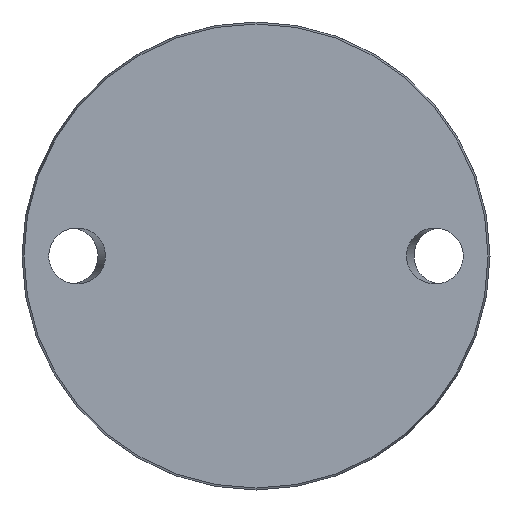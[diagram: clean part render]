
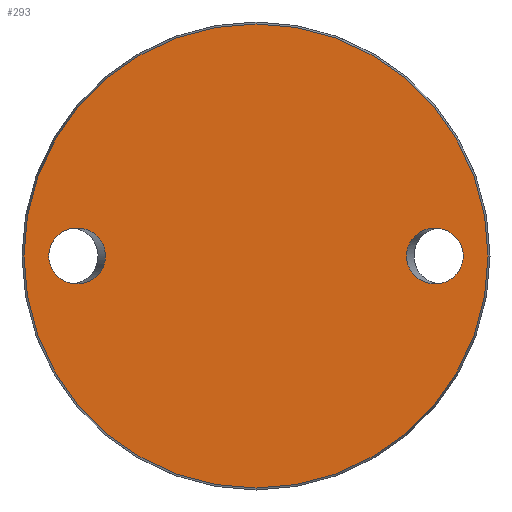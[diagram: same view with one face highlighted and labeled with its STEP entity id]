
A CAD part, front view. The second image highlights one B-rep face of the part: STEP entity #293.
In plain terms, the highlighted planar face has unit normal (0, -1, 0).
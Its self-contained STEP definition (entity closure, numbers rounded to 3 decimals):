
#37 = CARTESIAN_POINT ( 'NONE',  ( -61.115, 0., 0. ) ) ;
#42 = CARTESIAN_POINT ( 'NONE',  ( 44.385, 0., 0. ) ) ;
#50 = CARTESIAN_POINT ( 'NONE',  ( 0., 0., -68.425 ) ) ;
#52 = CARTESIAN_POINT ( 'NONE',  ( -61.115, 0., 0. ) ) ;
#112 = EDGE_CURVE ( 'NONE', #360, #360, #316, .T. ) ;
#114 = CARTESIAN_POINT ( 'NONE',  ( 44.385, 0., -16.5 ) ) ;
#120 = AXIS2_PLACEMENT_3D ( 'NONE', #145, #688, #845 ) ;
#145 = CARTESIAN_POINT ( 'NONE',  ( 0., 0., 0. ) ) ;
#149 = EDGE_CURVE ( 'NONE', #516, #516, #903, .T. ) ;
#158 = EDGE_LOOP ( 'NONE', ( #887 ) ) ;
#209 = CARTESIAN_POINT ( 'NONE',  ( -44.385, 0., -16.5 ) ) ;
#259 = CARTESIAN_POINT ( 'NONE',  ( -68.425, 0., 0. ) ) ;
#285 = VERTEX_POINT ( 'NONE', #946 ) ;
#292 = CARTESIAN_POINT ( 'NONE',  ( -44.385, 0., 0. ) ) ;
#293 = ADVANCED_FACE ( 'NONE', ( #891, #411, #572 ), #987, .F. ) ;
#316 = CIRCLE ( 'NONE', #120, 68.425 ) ;
#347 = CARTESIAN_POINT ( 'NONE',  ( 44.385, 0., 0. ) ) ;
#349 = AXIS2_PLACEMENT_3D ( 'NONE', #259, #576, #898 ) ;
#360 = VERTEX_POINT ( 'NONE', #50 ) ;
#402 = EDGE_LOOP ( 'NONE', ( #778 ) ) ;
#411 = FACE_BOUND ( 'NONE', #597, .T. ) ;
#458 = CARTESIAN_POINT ( 'NONE',  ( -61.115, 0., 0. ) ) ;
#485 =( BOUNDED_CURVE ( )  B_SPLINE_CURVE ( 3, ( #42, #114, #517, #830, #687, #510, #347 ),
 .UNSPECIFIED., .T., .F. ) 
 B_SPLINE_CURVE_WITH_KNOTS ( ( 4, 3, 4 ),
 ( 0., 3.142, 6.283 ),
 .UNSPECIFIED. ) 
 CURVE ( )  GEOMETRIC_REPRESENTATION_ITEM ( )  RATIONAL_B_SPLINE_CURVE ( ( 1., 0.333, 0.333, 1., 0.333, 0.333, 1. ) ) 
 REPRESENTATION_ITEM ( '' )  );
#510 = CARTESIAN_POINT ( 'NONE',  ( 44.385, 0., 16.5 ) ) ;
#516 = VERTEX_POINT ( 'NONE', #37 ) ;
#517 = CARTESIAN_POINT ( 'NONE',  ( 61.115, 0., -16.5 ) ) ;
#572 = FACE_OUTER_BOUND ( 'NONE', #402, .T. ) ;
#576 = DIRECTION ( 'NONE',  ( 0., 1., 0. ) ) ;
#597 = EDGE_LOOP ( 'NONE', ( #896 ) ) ;
#664 = EDGE_CURVE ( 'NONE', #285, #285, #485, .T. ) ;
#683 = CARTESIAN_POINT ( 'NONE',  ( -61.115, 0., 16.5 ) ) ;
#687 = CARTESIAN_POINT ( 'NONE',  ( 61.115, 0., 16.5 ) ) ;
#688 = DIRECTION ( 'NONE',  ( 0., -1., 0. ) ) ;
#777 = CARTESIAN_POINT ( 'NONE',  ( -61.115, 0., -16.5 ) ) ;
#778 = ORIENTED_EDGE ( 'NONE', *, *, #112, .T. ) ;
#830 = CARTESIAN_POINT ( 'NONE',  ( 61.115, 0., 0. ) ) ;
#845 = DIRECTION ( 'NONE',  ( 0., 0., -1. ) ) ;
#887 = ORIENTED_EDGE ( 'NONE', *, *, #149, .T. ) ;
#891 = FACE_BOUND ( 'NONE', #158, .T. ) ;
#896 = ORIENTED_EDGE ( 'NONE', *, *, #664, .F. ) ;
#898 = DIRECTION ( 'NONE',  ( 0., 0., 1. ) ) ;
#903 =( BOUNDED_CURVE ( )  B_SPLINE_CURVE ( 3, ( #458, #683, #1020, #292, #209, #777, #52 ),
 .UNSPECIFIED., .T., .F. ) 
 B_SPLINE_CURVE_WITH_KNOTS ( ( 4, 3, 4 ),
 ( 0., 3.142, 6.283 ),
 .UNSPECIFIED. ) 
 CURVE ( )  GEOMETRIC_REPRESENTATION_ITEM ( )  RATIONAL_B_SPLINE_CURVE ( ( 1., 0.333, 0.333, 1., 0.333, 0.333, 1. ) ) 
 REPRESENTATION_ITEM ( '' )  );
#946 = CARTESIAN_POINT ( 'NONE',  ( 44.385, 0., 0. ) ) ;
#987 = PLANE ( 'NONE',  #349 ) ;
#1020 = CARTESIAN_POINT ( 'NONE',  ( -44.385, 0., 16.5 ) ) ;
